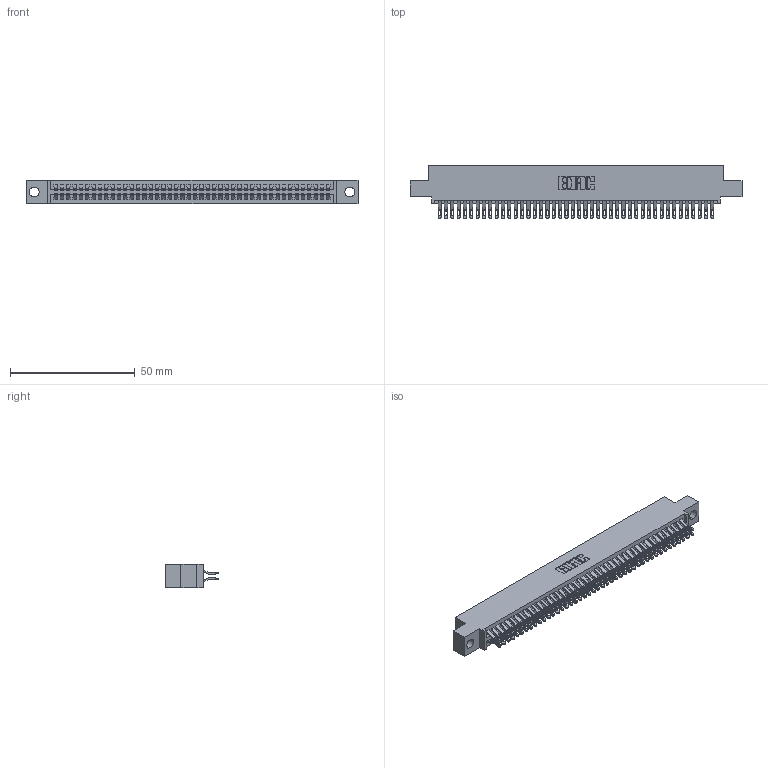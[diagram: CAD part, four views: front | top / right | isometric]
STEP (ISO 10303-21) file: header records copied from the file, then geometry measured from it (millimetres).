
FILE_DESCRIPTION (( 'STEP AP203' ), '1' );
FILE_NAME ('345-088-555-504.STEP', '2021-05-20T14:19:14', ( '' ), ( '' ), 'SwSTEP 2.0', 'SolidWorks 2020', '' );
FILE_SCHEMA (( 'CONFIG_CONTROL_DESIGN' ));
Length unit declared in the file: inch
Products named in the file (3): 345-088-555-504; 345-292-001_555 Tail; 345 Part_0.110 Offset - 0.156 Dia-TI
Assembly tree (89 placements, depth 2):
  345-088-555-504
    345 Part_0.110 Offset - 0.156 Dia-TI
    345-292-001_555 Tail  x88
Bounding box: 132.97 x 21.13 x 9.4 mm (x, y, z)
Volume: 13011.2 mm3; surface area: 20103.7 mm2
Topology: 89 solids, 89 shells, 5072 faces, 15965 edges, 10642 vertices
Faces by surface type: plane 2826, cylinder 2246
Entity records: 35131 total; most frequent: CARTESIAN_POINT 5928, ORIENTED_EDGE 5830, DIRECTION 5191, EDGE_CURVE 2915, LINE 2587, VECTOR 2587, VERTEX_POINT 1942, AXIS2_PLACEMENT_3D 1302
